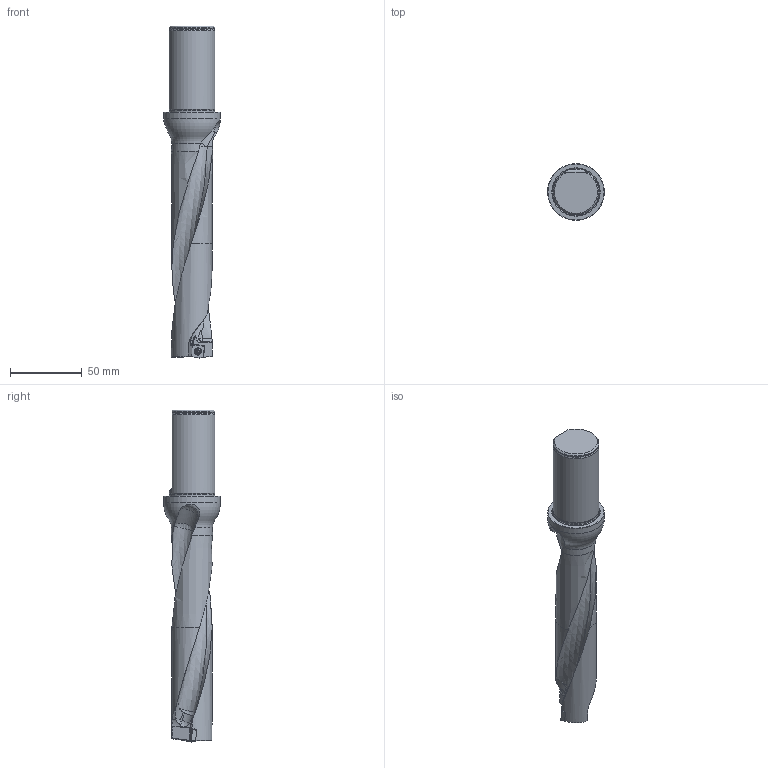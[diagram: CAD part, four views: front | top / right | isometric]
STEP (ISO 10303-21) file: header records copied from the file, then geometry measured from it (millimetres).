
FILE_DESCRIPTION(/* description */ (''),/* implementation_level */ '2;1');
FILE_NAME(/* name */ 'toolassembly_1.stp',/* time_stamp */ '2020-07-08T07:16:51+02:00',/* author */ (''),/* organization */ ('SMS'),/* preprocessor_version */ 'ST-DEVELOPER v16.7',/* originating_system */ 'SIEMENS PLM Software NX 12.0',/* authorisation */ '');
FILE_SCHEMA (('AUTOMOTIVE_DESIGN { 1 0 10303 214 3 1 1 1 }'));
Length unit declared in the file: millimetre
Products named in the file (5): CUT_20200708071238; CUT_20200708071235; NOCUT_20200708071223; ASSEMBLY_CONSTRUCTION; TOOLASSEMBLY_1
Assembly tree (4 placements, depth 2):
  TOOLASSEMBLY_1
    ASSEMBLY_CONSTRUCTION
    NOCUT_20200708071223
    CUT_20200708071235
    CUT_20200708071238
Bounding box: 39.5 x 39.5 x 231 mm (x, y, z)
Volume: 119097.5 mm3; surface area: 26804.7 mm2
Topology: 3 solids, 3 shells, 250 faces, 669 edges, 430 vertices
Faces by surface type: plane 91, cylinder 61, cone 28, extrusion 24, bspline 21, torus 14, sphere 10, revolution 1
Full cylindrical faces by diameter (mm): 2.5 x1, 3.2 x2, 4.4 x2, 31.5 x1, 31.992 x1, 39.5 x1
Entity records: 11862 total; most frequent: CARTESIAN_POINT 5809, ORIENTED_EDGE 1224, DIRECTION 1174, EDGE_CURVE 612, AXIS2_PLACEMENT_3D 463, VERTEX_POINT 407, EDGE_LOOP 291, ADVANCED_FACE 250
